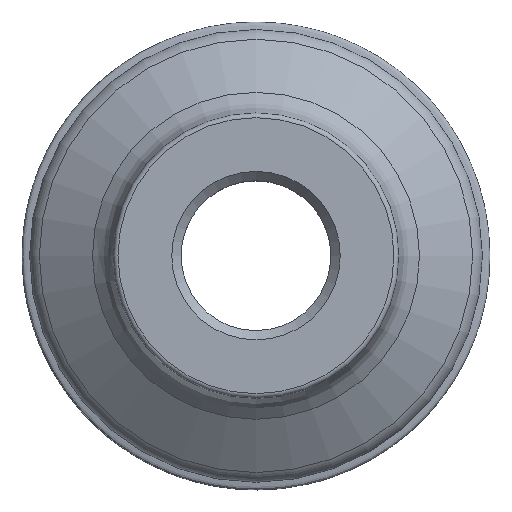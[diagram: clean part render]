
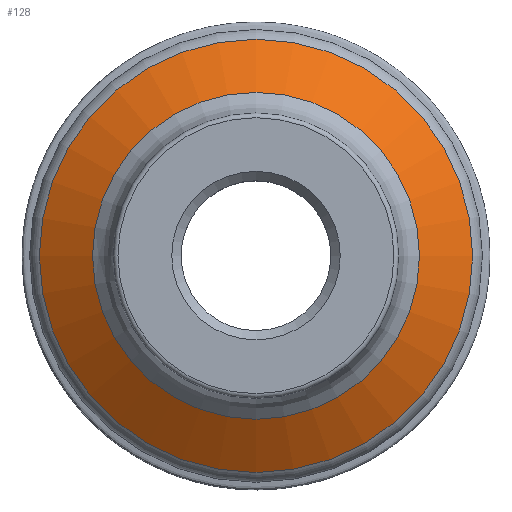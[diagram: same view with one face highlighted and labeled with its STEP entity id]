
A CAD part, top view. The second image highlights one B-rep face of the part: STEP entity #128.
In plain terms, the highlighted conical face has half-angle 56.237 degrees and reference radius 34.942 mm.
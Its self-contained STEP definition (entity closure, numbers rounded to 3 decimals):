
#128=ADVANCED_FACE('S5',(#182,#183),#160,.T.);
#160=CONICAL_SURFACE('',#613,34.942,56.237);
#182=FACE_BOUND('',#249,.T.);
#183=FACE_BOUND('',#250,.T.);
#249=EDGE_LOOP('',(#315));
#250=EDGE_LOOP('',(#316));
#315=ORIENTED_EDGE('',*,*,#415,.T.);
#316=ORIENTED_EDGE('',*,*,#416,.T.);
#381=VERTEX_POINT('',#882);
#382=VERTEX_POINT('',#884);
#415=EDGE_CURVE('',#381,#381,#448,.T.);
#416=EDGE_CURVE('',#382,#382,#449,.T.);
#448=CIRCLE('',#611,46.31);
#449=CIRCLE('',#612,34.942);
#611=AXIS2_PLACEMENT_3D('',#881,#727,#728);
#612=AXIS2_PLACEMENT_3D('',#883,#729,#730);
#613=AXIS2_PLACEMENT_3D('',#885,#731,#732);
#727=DIRECTION('',(0.,0.,1.));
#728=DIRECTION('',(1.,0.,0.));
#729=DIRECTION('',(0.,0.,-1.));
#730=DIRECTION('',(-1.,0.,0.));
#731=DIRECTION('',(0.,0.,-1.));
#732=DIRECTION('',(-1.,0.,0.));
#881=CARTESIAN_POINT('',(0.,0.,-30.413));
#882=CARTESIAN_POINT('',(46.31,0.,-30.413));
#883=CARTESIAN_POINT('',(0.,0.,-22.813));
#884=CARTESIAN_POINT('',(-34.942,0.,-22.813));
#885=CARTESIAN_POINT('',(0.,0.,-22.813));
